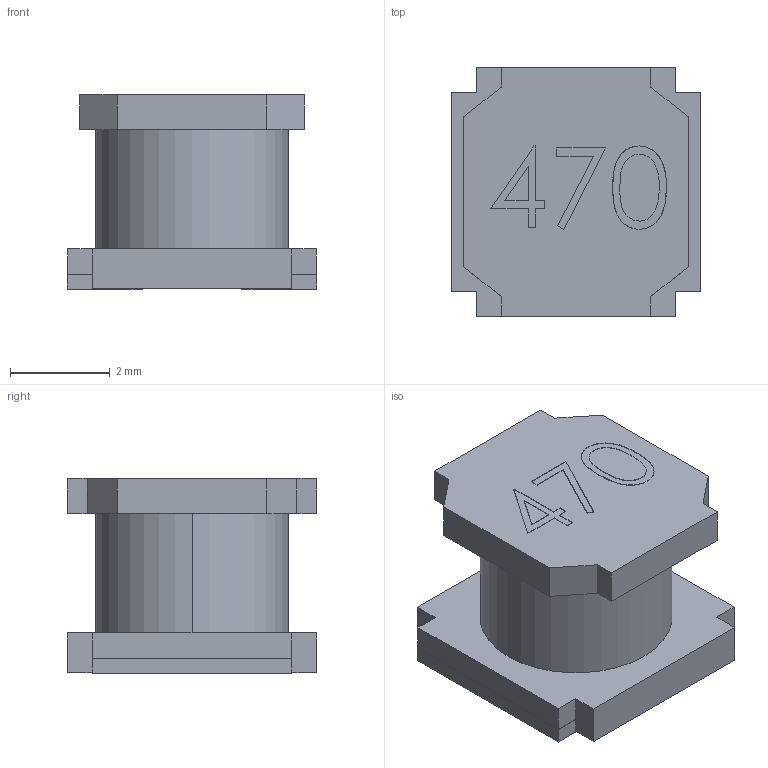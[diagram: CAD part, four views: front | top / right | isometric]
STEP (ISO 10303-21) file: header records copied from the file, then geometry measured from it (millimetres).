
FILE_DESCRIPTION (( 'STEP AP214' ), '1' );
FILE_NAME ('5108D26E-AE94-4C9D-9254-A6965DCBB359.STEP', '2023-03-06T18:40:06', ( '' ), ( '' ), 'SwSTEP 2.0', 'SolidWorks 2022', '' );
FILE_SCHEMA (( 'AUTOMOTIVE_DESIGN' ));
Length unit declared in the file: millimetre
Products named in the file (1): 5108D26E-AE94-4C9D-9254-A6965DCBB359
Bounding box: 5 x 5 x 3.9 mm (x, y, z)
Volume: 61.4 mm3; surface area: 123 mm2
Topology: 1 solids, 1 shells, 75 faces, 198 edges, 132 vertices
Faces by surface type: plane 64, bspline 9, cylinder 2
Entity records: 3505 total; most frequent: CARTESIAN_POINT 1191, ORIENTED_EDGE 396, DIRECTION 318, EDGE_CURVE 198, VECTOR 176, LINE 176, VERTEX_POINT 132, EDGE_LOOP 82
